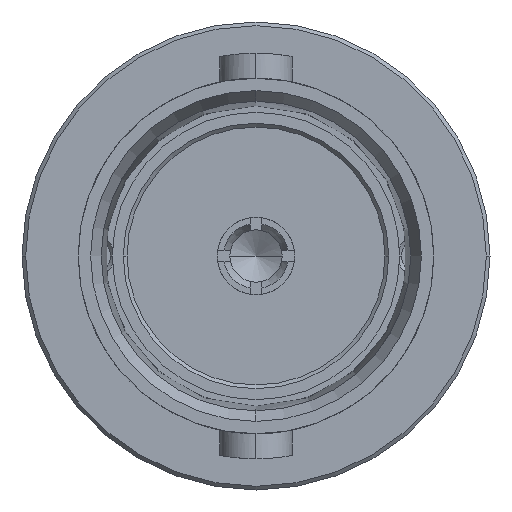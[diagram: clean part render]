
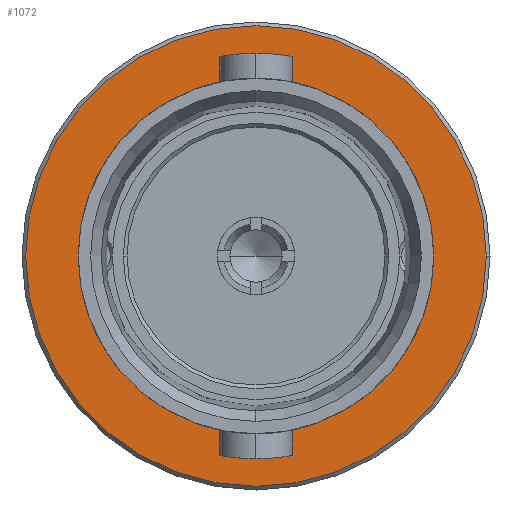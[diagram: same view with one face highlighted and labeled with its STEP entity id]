
A CAD part, left-side view. The second image highlights one B-rep face of the part: STEP entity #1072.
In plain terms, the highlighted planar face has unit normal (-1, 0, 0).
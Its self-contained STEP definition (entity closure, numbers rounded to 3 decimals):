
#171=CARTESIAN_POINT('',(17.53,0.,0.));
#172=DIRECTION('',(-1.,0.,0.));
#173=DIRECTION('',(0.,1.,0.));
#174=AXIS2_PLACEMENT_3D('',#171,#172,#173);
#176=CARTESIAN_POINT('',(17.53,0.,
0.));
#177=DIRECTION('',(-1.,0.,0.));
#178=DIRECTION('',(0.,-1.,0.));
#179=AXIS2_PLACEMENT_3D('',#176,#177,#178);
#220=CARTESIAN_POINT('',(17.53,0.,0.));
#221=DIRECTION('',(1.,0.,0.));
#222=DIRECTION('',(0.,1.,0.));
#223=AXIS2_PLACEMENT_3D('',#220,#221,#222);
#410=CARTESIAN_POINT('',(17.53,0.,0.));
#411=DIRECTION('',(-1.,0.,0.));
#412=DIRECTION('',(0.,1.,0.));
#413=AXIS2_PLACEMENT_3D('',#410,#411,#412);
#667=CARTESIAN_POINT('',(17.53,4.825,0.));
#668=CARTESIAN_POINT('',(17.53,-4.825,0.));
#669=VERTEX_POINT('',#667);
#670=VERTEX_POINT('',#668);
#711=CARTESIAN_POINT('',(17.53,6.25,0.));
#712=CARTESIAN_POINT('',(17.53,-6.25,0.));
#713=VERTEX_POINT('',#711);
#714=VERTEX_POINT('',#712);
#1056=CARTESIAN_POINT('',(17.53,0.,0.));
#1057=DIRECTION('',(1.,0.,0.));
#1058=DIRECTION('',(0.,-1.,0.));
#1059=AXIS2_PLACEMENT_3D('',#1056,#1057,#1058);
#1060=PLANE('',#1059);
#1062=ORIENTED_EDGE('',*,*,#1061,.F.);
#1063=ORIENTED_EDGE('',*,*,#1046,.F.);
#1064=EDGE_LOOP('',(#1062,#1063));
#1065=FACE_OUTER_BOUND('',#1064,.F.);
#1067=ORIENTED_EDGE('',*,*,#1066,.F.);
#1069=ORIENTED_EDGE('',*,*,#1068,.T.);
#1070=EDGE_LOOP('',(#1067,#1069));
#1071=FACE_BOUND('',#1070,.F.);
#175=CIRCLE('',#174,6.25);
#180=CIRCLE('',#179,6.25);
#224=CIRCLE('',#223,4.825);
#414=CIRCLE('',#413,4.825);
#1046=EDGE_CURVE('',#714,#713,#180,.T.);
#1061=EDGE_CURVE('',#713,#714,#175,.T.);
#1066=EDGE_CURVE('',#669,#670,#224,.T.);
#1068=EDGE_CURVE('',#669,#670,#414,.T.);
#1072=ADVANCED_FACE('',(#1065,#1071),#1060,.F.);
